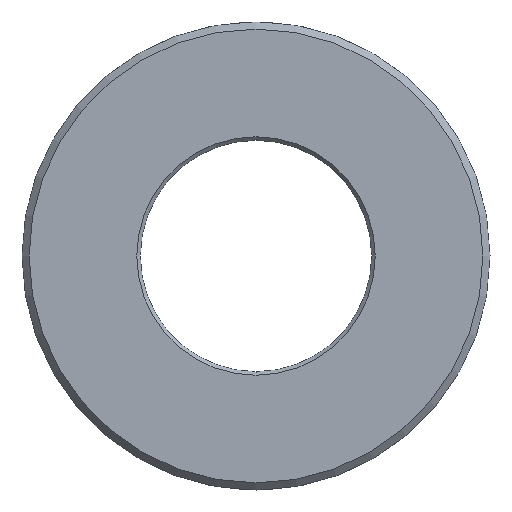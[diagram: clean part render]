
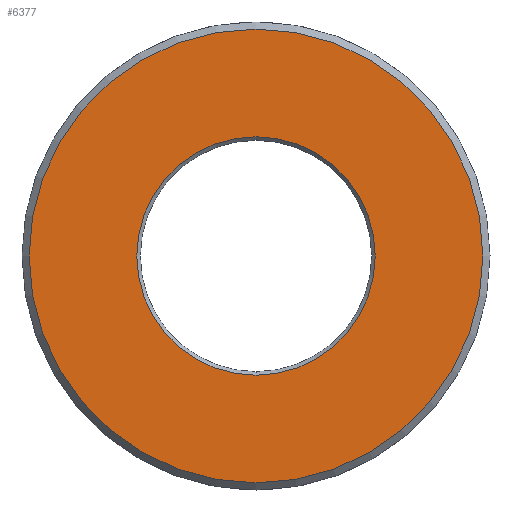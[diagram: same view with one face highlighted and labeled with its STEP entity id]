
A CAD part, front view. The second image highlights one B-rep face of the part: STEP entity #6377.
In plain terms, the highlighted planar face has unit normal (0, -1, 0).
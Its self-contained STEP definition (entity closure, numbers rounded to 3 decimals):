
#839 = AXIS2_PLACEMENT_3D ( 'NONE', #7461, #12657, #9343 ) ;
#960 = DIRECTION ( 'NONE',  ( 0., 0., 1. ) ) ;
#1155 = CARTESIAN_POINT ( 'NONE',  ( 0., 0., 0. ) ) ;
#1612 = DIRECTION ( 'NONE',  ( 0., 1., 0. ) ) ;
#2083 = CARTESIAN_POINT ( 'NONE',  ( 0., 0., 0. ) ) ;
#2151 = DIRECTION ( 'NONE',  ( 0., -1., 0. ) ) ;
#2344 = EDGE_CURVE ( 'NONE', #3199, #6129, #5170, .T. ) ;
#2569 = CARTESIAN_POINT ( 'NONE',  ( 0., 0., -12.75 ) ) ;
#2686 = ORIENTED_EDGE ( 'NONE', *, *, #2344, .T. ) ;
#2699 = FACE_OUTER_BOUND ( 'NONE', #4193, .T. ) ;
#2918 = CIRCLE ( 'NONE', #839, 6.7 ) ;
#3028 = EDGE_LOOP ( 'NONE', ( #12397, #8023 ) ) ;
#3199 = VERTEX_POINT ( 'NONE', #2569 ) ;
#3710 = DIRECTION ( 'NONE',  ( 1., 0., 0. ) ) ;
#3983 = AXIS2_PLACEMENT_3D ( 'NONE', #1155, #5561, #9977 ) ;
#4193 = EDGE_LOOP ( 'NONE', ( #4968, #2686 ) ) ;
#4349 = VERTEX_POINT ( 'NONE', #6331 ) ;
#4354 = DIRECTION ( 'NONE',  ( 0., -1., 0. ) ) ;
#4730 = EDGE_CURVE ( 'NONE', #12355, #4349, #10213, .T. ) ;
#4968 = ORIENTED_EDGE ( 'NONE', *, *, #7926, .T. ) ;
#5170 = CIRCLE ( 'NONE', #12314, 12.75 ) ;
#5535 = DIRECTION ( 'NONE',  ( 0., 0., 1. ) ) ;
#5561 = DIRECTION ( 'NONE',  ( 0., 1., 0. ) ) ;
#5948 = PLANE ( 'NONE',  #11339 ) ;
#6129 = VERTEX_POINT ( 'NONE', #12971 ) ;
#6331 = CARTESIAN_POINT ( 'NONE',  ( 0., 0., 6.7 ) ) ;
#6377 = ADVANCED_FACE ( 'NONE', ( #10369, #2699 ), #5948, .F. ) ;
#6483 = AXIS2_PLACEMENT_3D ( 'NONE', #2083, #2151, #5535 ) ;
#7461 = CARTESIAN_POINT ( 'NONE',  ( 0., 0., 0. ) ) ;
#7926 = EDGE_CURVE ( 'NONE', #6129, #3199, #13628, .T. ) ;
#8023 = ORIENTED_EDGE ( 'NONE', *, *, #13366, .T. ) ;
#9343 = DIRECTION ( 'NONE',  ( 0., 0., 1. ) ) ;
#9977 = DIRECTION ( 'NONE',  ( 0., 0., 1. ) ) ;
#10213 = CIRCLE ( 'NONE', #3983, 6.7 ) ;
#10369 = FACE_BOUND ( 'NONE', #3028, .T. ) ;
#10806 = CARTESIAN_POINT ( 'NONE',  ( 0., 0., -6.7 ) ) ;
#11293 = CARTESIAN_POINT ( 'NONE',  ( 0., 0., 0. ) ) ;
#11339 = AXIS2_PLACEMENT_3D ( 'NONE', #11293, #1612, #3710 ) ;
#12314 = AXIS2_PLACEMENT_3D ( 'NONE', #12947, #4354, #960 ) ;
#12355 = VERTEX_POINT ( 'NONE', #10806 ) ;
#12397 = ORIENTED_EDGE ( 'NONE', *, *, #4730, .T. ) ;
#12657 = DIRECTION ( 'NONE',  ( 0., 1., 0. ) ) ;
#12947 = CARTESIAN_POINT ( 'NONE',  ( 0., 0., 0. ) ) ;
#12971 = CARTESIAN_POINT ( 'NONE',  ( 0., 0., 12.75 ) ) ;
#13366 = EDGE_CURVE ( 'NONE', #4349, #12355, #2918, .T. ) ;
#13628 = CIRCLE ( 'NONE', #6483, 12.75 ) ;
